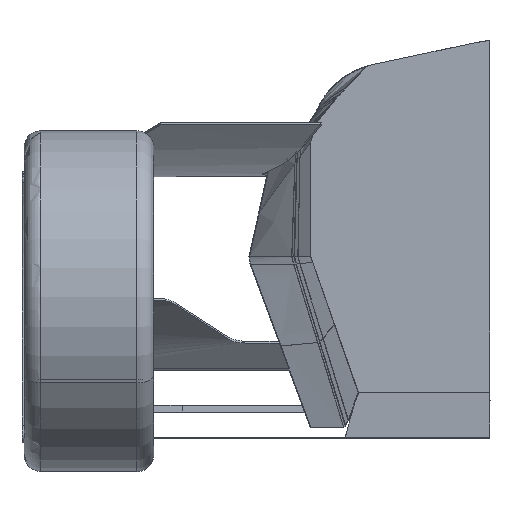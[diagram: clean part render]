
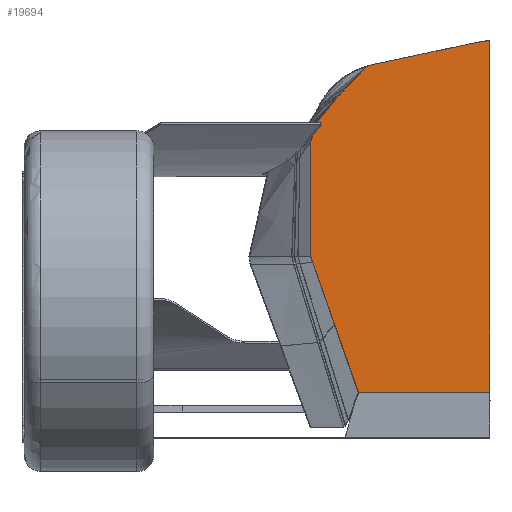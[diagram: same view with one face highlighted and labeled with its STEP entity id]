
A CAD part, left-side view. The second image highlights one B-rep face of the part: STEP entity #19694.
In plain terms, the highlighted planar face has unit normal (-1, 0, 0).
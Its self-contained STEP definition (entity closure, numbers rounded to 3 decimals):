
#19600=CARTESIAN_POINT('Axis2P3D Location',(0.,0.,0.)) ;
#19606=CARTESIAN_POINT('Control Point',(0.,25.162,16.699)) ;
#19607=CARTESIAN_POINT('Control Point',(0.,20.172,17.765)) ;
#19608=CARTESIAN_POINT('Control Point',(0.,15.157,18.715)) ;
#19609=CARTESIAN_POINT('Control Point',(0.,10.121,19.546)) ;
#19610=CARTESIAN_POINT('Control Point',(0.,5.068,20.259)) ;
#19611=CARTESIAN_POINT('Control Point',(0.,0.,20.854)) ;
#19612=CARTESIAN_POINT('Vertex',(0.,25.162,16.699)) ;
#19614=CARTESIAN_POINT('Vertex',(0.,0.,20.854)) ;
#19617=CARTESIAN_POINT('Line Origine',(0.,100.291,0.641)) ;
#19621=CARTESIAN_POINT('Vertex',(0.,175.42,-15.417)) ;
#19625=CARTESIAN_POINT('Control Point',(0.,269.04,-125.823)) ;
#19626=CARTESIAN_POINT('Control Point',(0.,268.521,-114.635)) ;
#19627=CARTESIAN_POINT('Control Point',(0.,266.68,-103.508)) ;
#19628=CARTESIAN_POINT('Control Point',(0.,263.527,-92.651)) ;
#19629=CARTESIAN_POINT('Control Point',(0.,254.716,-71.887)) ;
#19630=CARTESIAN_POINT('Control Point',(0.,241.31,-53.748)) ;
#19631=CARTESIAN_POINT('Control Point',(0.,233.561,-45.515)) ;
#19632=CARTESIAN_POINT('Control Point',(0.,218.163,-32.624)) ;
#19633=CARTESIAN_POINT('Control Point',(0.,200.468,-23.244)) ;
#19634=CARTESIAN_POINT('Control Point',(0.,192.352,-19.86)) ;
#19635=CARTESIAN_POINT('Control Point',(0.,183.97,-17.244)) ;
#19636=CARTESIAN_POINT('Control Point',(0.,175.42,-15.417)) ;
#19637=CARTESIAN_POINT('Vertex',(0.,269.04,-125.823)) ;
#19640=CARTESIAN_POINT('Line Origine',(0.,269.04,-210.751)) ;
#19644=CARTESIAN_POINT('Vertex',(0.,269.04,-295.678)) ;
#19648=CARTESIAN_POINT('Control Point',(0.,266.849,-308.523)) ;
#19649=CARTESIAN_POINT('Control Point',(0.,267.717,-306.052)) ;
#19650=CARTESIAN_POINT('Control Point',(0.,268.376,-303.509)) ;
#19651=CARTESIAN_POINT('Control Point',(0.,268.819,-300.915)) ;
#19652=CARTESIAN_POINT('Control Point',(0.,269.04,-298.297)) ;
#19653=CARTESIAN_POINT('Control Point',(0.,269.04,-295.678)) ;
#19654=CARTESIAN_POINT('Vertex',(0.,266.849,-308.523)) ;
#19657=CARTESIAN_POINT('Line Origine',(0.,232.179,-407.201)) ;
#19661=CARTESIAN_POINT('Vertex',(0.,197.508,-505.879)) ;
#19664=CARTESIAN_POINT('Line Origine',(0.,195.501,-511.589)) ;
#19668=CARTESIAN_POINT('Vertex',(0.,193.495,-517.3)) ;
#19671=CARTESIAN_POINT('Line Origine',(0.,96.747,-517.3)) ;
#19675=CARTESIAN_POINT('Vertex',(0.,0.,-517.3)) ;
#19678=CARTESIAN_POINT('Line Origine',(0.,0.,-248.223)) ;
#19601=DIRECTION('Axis2P3D Direction',(1.,0.,0.)) ;
#19602=DIRECTION('Axis2P3D XDirection',(0.,1.,0.)) ;
#19618=DIRECTION('Vector Direction',(0.,0.978,-0.209)) ;
#19641=DIRECTION('Vector Direction',(0.,0.,-1.)) ;
#19658=DIRECTION('Vector Direction',(0.,-0.331,-0.943)) ;
#19665=DIRECTION('Vector Direction',(0.,-0.331,-0.943)) ;
#19672=DIRECTION('Vector Direction',(0.,-1.,0.)) ;
#19679=DIRECTION('Vector Direction',(0.,0.,1.)) ;
#19603=AXIS2_PLACEMENT_3D('Plane Axis2P3D',#19600,#19601,#19602) ;
#19684=ORIENTED_EDGE('',*,*,#19616,.F.) ;
#19685=ORIENTED_EDGE('',*,*,#19623,.F.) ;
#19686=ORIENTED_EDGE('',*,*,#19639,.F.) ;
#19687=ORIENTED_EDGE('',*,*,#19646,.F.) ;
#19688=ORIENTED_EDGE('',*,*,#19656,.F.) ;
#19689=ORIENTED_EDGE('',*,*,#19663,.F.) ;
#19690=ORIENTED_EDGE('',*,*,#19670,.F.) ;
#19691=ORIENTED_EDGE('',*,*,#19677,.F.) ;
#19692=ORIENTED_EDGE('',*,*,#19682,.F.) ;
#19619=VECTOR('Line Direction',#19618,1.) ;
#19642=VECTOR('Line Direction',#19641,1.) ;
#19659=VECTOR('Line Direction',#19658,1.) ;
#19666=VECTOR('Line Direction',#19665,1.) ;
#19673=VECTOR('Line Direction',#19672,1.) ;
#19680=VECTOR('Line Direction',#19679,1.) ;
#19694=ADVANCED_FACE('',(#19693),#19604,.F.) ;
#19605=B_SPLINE_CURVE_WITH_KNOTS('',5,(#19606,#19607,#19608,#19609,#19610,#19611),.UNSPECIFIED.,.F.,.U.,(6,6),(0.,36.079),.UNSPECIFIED.) ;
#19624=B_SPLINE_CURVE_WITH_KNOTS('',5,(#19625,#19626,#19627,#19628,#19629,#19630,#19631,#19632,#19633,#19634,#19635,#19636),.UNSPECIFIED.,.F.,.U.,(6,3,3,6),(0.,79.196,158.391,220.214),.UNSPECIFIED.) ;
#19647=B_SPLINE_CURVE_WITH_KNOTS('',5,(#19648,#19649,#19650,#19651,#19652,#19653),.UNSPECIFIED.,.F.,.U.,(6,6),(0.,18.515),.UNSPECIFIED.) ;
#19616=EDGE_CURVE('',#19613,#19615,#19605,.T.) ;
#19623=EDGE_CURVE('',#19622,#19613,#19620,.F.) ;
#19639=EDGE_CURVE('',#19638,#19622,#19624,.T.) ;
#19646=EDGE_CURVE('',#19645,#19638,#19643,.F.) ;
#19656=EDGE_CURVE('',#19655,#19645,#19647,.T.) ;
#19663=EDGE_CURVE('',#19662,#19655,#19660,.F.) ;
#19670=EDGE_CURVE('',#19669,#19662,#19667,.F.) ;
#19677=EDGE_CURVE('',#19676,#19669,#19674,.F.) ;
#19682=EDGE_CURVE('',#19615,#19676,#19681,.F.) ;
#19683=EDGE_LOOP('',(#19684,#19685,#19686,#19687,#19688,#19689,#19690,#19691,#19692)) ;
#19693=FACE_OUTER_BOUND('',#19683,.T.) ;
#19620=LINE('Line',#19617,#19619) ;
#19643=LINE('Line',#19640,#19642) ;
#19660=LINE('Line',#19657,#19659) ;
#19667=LINE('Line',#19664,#19666) ;
#19674=LINE('Line',#19671,#19673) ;
#19681=LINE('Line',#19678,#19680) ;
#19604=PLANE('Plane',#19603) ;
#19613=VERTEX_POINT('',#19612) ;
#19615=VERTEX_POINT('',#19614) ;
#19622=VERTEX_POINT('',#19621) ;
#19638=VERTEX_POINT('',#19637) ;
#19645=VERTEX_POINT('',#19644) ;
#19655=VERTEX_POINT('',#19654) ;
#19662=VERTEX_POINT('',#19661) ;
#19669=VERTEX_POINT('',#19668) ;
#19676=VERTEX_POINT('',#19675) ;
